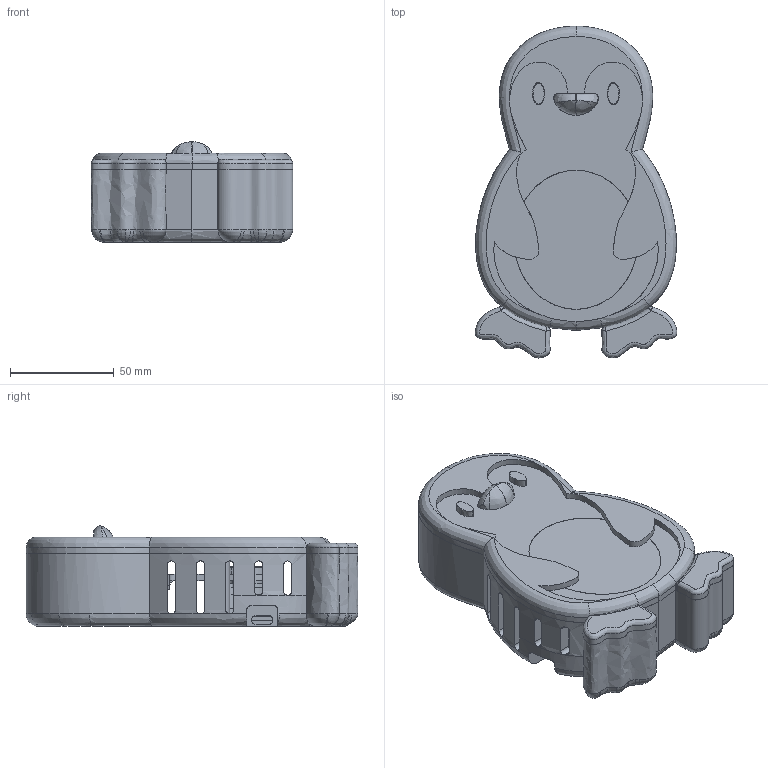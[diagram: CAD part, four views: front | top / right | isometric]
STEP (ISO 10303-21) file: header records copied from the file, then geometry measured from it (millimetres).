
FILE_DESCRIPTION(('CATIA V5 STEP Exchange'),'2;1');
FILE_NAME('jasper_v14.stp','2026-01-29T14:21:01+00:00',('none'),('none'),'CATIA Version 5 Release 21 SP 3 (IN-10)','CATIA V5 STEP AP203','none');
FILE_SCHEMA(('CONFIG_CONTROL_DESIGN'));
Products named in the file (1): jasper_v14
Assembly tree (12 placements, depth 2):
  jasper_v14
    #58
    #5860
    #6549
    #8781
    #16743
    #20346
    #23930
    #50827
    #52188
    #54770
    #56613
    #58916
Bounding box: 97.09 x 159.94 x 48.47 mm (x, y, z)
Volume: 186454 mm3; surface area: 127544.4 mm2
Topology: 12 solids, 13 shells, 947 faces, 3092 edges, 2190 vertices
Faces by surface type: cylinder 369, plane 280, bspline 207, extrusion 62, torus 25, sphere 4
Entity records: 59027 total; most frequent: CARTESIAN_POINT 35929, ORIENTED_EDGE 6111, EDGE_CURVE 3060, DIRECTION 2566, VERTEX_POINT 2174, B_SPLINE_CURVE_WITH_KNOTS 1437, AXIS2_PLACEMENT_3D 1164, EDGE_LOOP 1074
